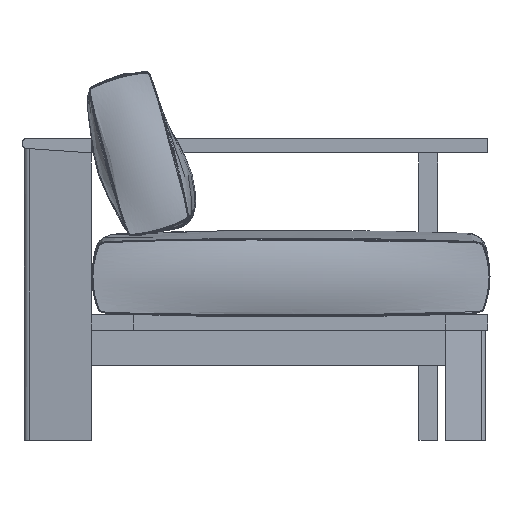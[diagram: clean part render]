
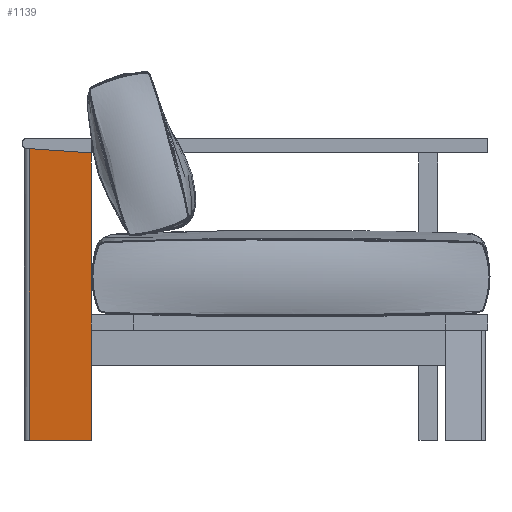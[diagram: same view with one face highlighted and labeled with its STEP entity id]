
A CAD part, left-side view. The second image highlights one B-rep face of the part: STEP entity #1139.
In plain terms, the highlighted planar face has unit normal (-0.991, 0.133, 0).
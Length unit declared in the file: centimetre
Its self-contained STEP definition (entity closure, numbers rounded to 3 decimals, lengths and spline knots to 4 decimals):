
#148=PLANE('',#3255);
#448=B_SPLINE_CURVE_WITH_KNOTS('',1,(#41178,#41179),.UNSPECIFIED.,.F.,.F.,
(2,2),(0.,542.5208),.UNSPECIFIED.);
#453=B_SPLINE_CURVE_WITH_KNOTS('',1,(#41188,#41189),.UNSPECIFIED.,.F.,.F.,
(2,2),(0.,589.2556),.UNSPECIFIED.);
#464=B_SPLINE_CURVE_WITH_KNOTS('',1,(#41282,#41283),.UNSPECIFIED.,.F.,.F.,
(2,2),(-106.6267,-20.301),.UNSPECIFIED.);
#465=B_SPLINE_CURVE_WITH_KNOTS('',3,(#41284,#41285,#41286,#41287),
 .UNSPECIFIED.,.F.,.F.,(4,4),(6.0938,133.3406),
 .UNSPECIFIED.);
#1139=ADVANCED_FACE('',(#1333),#148,.T.);
#1333=FACE_OUTER_BOUND('',#1527,.T.);
#1527=EDGE_LOOP('',(#2134,#2135,#2136,#2137));
#2134=ORIENTED_EDGE('',*,*,#2658,.T.);
#2135=ORIENTED_EDGE('',*,*,#2639,.T.);
#2136=ORIENTED_EDGE('',*,*,#2659,.F.);
#2137=ORIENTED_EDGE('',*,*,#2644,.F.);
#2639=EDGE_CURVE('',#2990,#2998,#448,.T.);
#2644=EDGE_CURVE('',#2992,#2999,#453,.T.);
#2658=EDGE_CURVE('',#2992,#2990,#464,.T.);
#2659=EDGE_CURVE('',#2999,#2998,#465,.T.);
#2990=VERTEX_POINT('',#41164);
#2992=VERTEX_POINT('',#41166);
#2998=VERTEX_POINT('',#41172);
#2999=VERTEX_POINT('',#41173);
#3255=AXIS2_PLACEMENT_3D('',#41163,#3443,$);
#3443=DIRECTION('',(-0.991,0.132,0.));
#41163=CARTESIAN_POINT('',(-145.3855,66.9498,-3.5199));
#41164=CARTESIAN_POINT('',(-144.99,69.9084,0.));
#41166=CARTESIAN_POINT('',(-143.3082,82.4893,0.));
#41172=CARTESIAN_POINT('',(-144.99,69.9084,58.025));
#41173=CARTESIAN_POINT('',(-143.3082,82.4893,58.9256));
#41178=CARTESIAN_POINT('',(-144.99,69.9084,0.));
#41179=CARTESIAN_POINT('',(-144.99,69.9084,58.025));
#41188=CARTESIAN_POINT('',(-143.3082,82.4893,0.));
#41189=CARTESIAN_POINT('',(-143.3082,82.4893,58.9256));
#41282=CARTESIAN_POINT('',(-143.3082,82.4893,0.));
#41283=CARTESIAN_POINT('',(-144.99,69.9084,0.));
#41284=CARTESIAN_POINT('',(-143.3082,82.4893,58.9256));
#41285=CARTESIAN_POINT('',(-143.8688,78.2957,58.6254));
#41286=CARTESIAN_POINT('',(-144.4294,74.1021,58.3252));
#41287=CARTESIAN_POINT('',(-144.99,69.9084,58.025));
